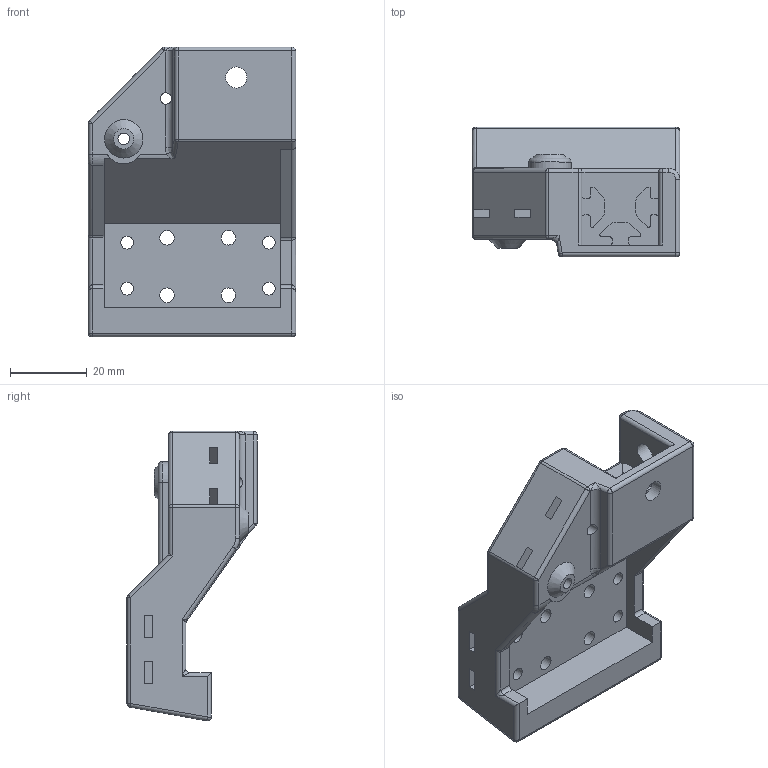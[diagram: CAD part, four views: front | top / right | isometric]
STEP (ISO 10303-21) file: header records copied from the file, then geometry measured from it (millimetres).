
FILE_DESCRIPTION(/* description */ (''),/* implementation_level */ '2;1');
FILE_NAME(/* name */ 'Right XY Carriage v5.step',/* time_stamp */ '2021-12-27T11:07:34-06:00',/* author */ (''),/* organization */ (''),/* preprocessor_version */ 'ST-DEVELOPER v18.1',/* originating_system */ 'Autodesk Translation Framework v10.10.0.1391',/* authorisation */ '');
FILE_SCHEMA (('AUTOMOTIVE_DESIGN { 1 0 10303 214 3 1 1 }'));
Length unit declared in the file: millimetre
Products named in the file (1): Right XY Carriage
Bounding box: 54.13 x 33.91 x 75.56 mm (x, y, z)
Volume: 58581.8 mm3; surface area: 17291.2 mm2
Topology: 1 solids, 1 shells, 219 faces, 545 edges, 332 vertices
Faces by surface type: cylinder 98, plane 92, sphere 16, bspline 8, torus 3, cone 2
Full cylindrical faces by diameter (mm): 3 x4, 3.3 x8, 3.8 x4, 5.5 x2, 7.5 x4
Entity records: 6751 total; most frequent: CARTESIAN_POINT 1356, DIRECTION 1152, ORIENTED_EDGE 1078, EDGE_CURVE 539, AXIS2_PLACEMENT_3D 409, LINE 334, VECTOR 334, VERTEX_POINT 332
